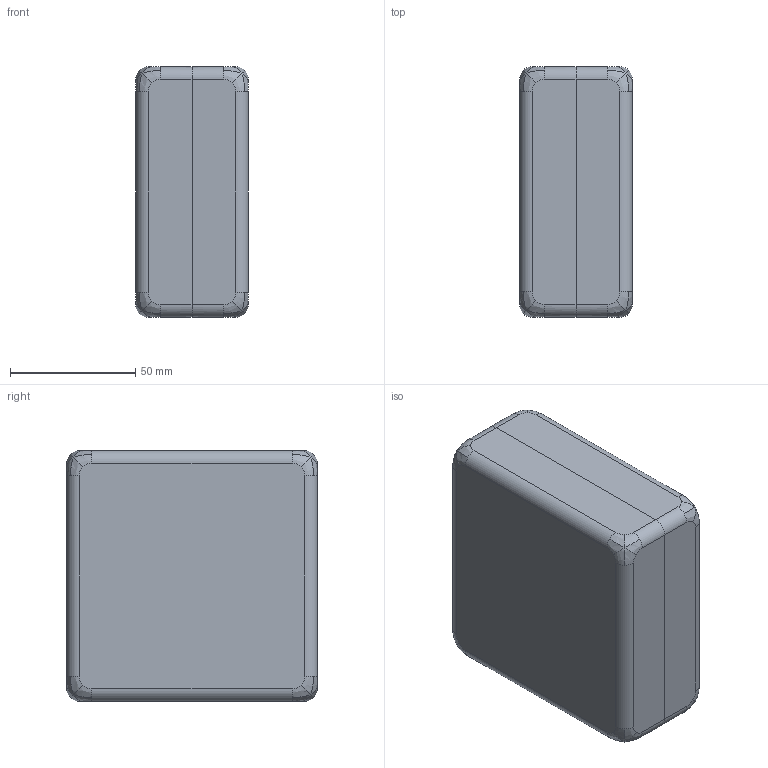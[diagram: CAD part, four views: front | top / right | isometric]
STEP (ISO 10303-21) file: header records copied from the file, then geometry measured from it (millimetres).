
FILE_DESCRIPTION(/* description */ (''),/* implementation_level */ '2;1');
FILE_NAME(/* name */ 'Schnappverschluss v4.step',/* time_stamp */ '2022-02-13T12:41:33+01:00',/* author */ (''),/* organization */ (''),/* preprocessor_version */ 'ST-DEVELOPER v18.1',/* originating_system */ 'Autodesk Translation Framework v10.13.0.1454',/* authorisation */ '');
FILE_SCHEMA (('AUTOMOTIVE_DESIGN { 1 0 10303 214 3 1 1 }'));
Length unit declared in the file: millimetre
Products named in the file (1): Schnappverschluss
Bounding box: 45 x 100 x 100 mm (x, y, z)
Volume: 165745.5 mm3; surface area: 67102.8 mm2
Topology: 2 solids, 2 shells, 210 faces, 564 edges, 360 vertices
Faces by surface type: bspline 96, plane 82, cylinder 32
Entity records: 9964 total; most frequent: CARTESIAN_POINT 4975, ORIENTED_EDGE 1128, DIRECTION 906, EDGE_CURVE 564, VERTEX_POINT 360, AXIS2_PLACEMENT_3D 323, LINE 260, VECTOR 260
